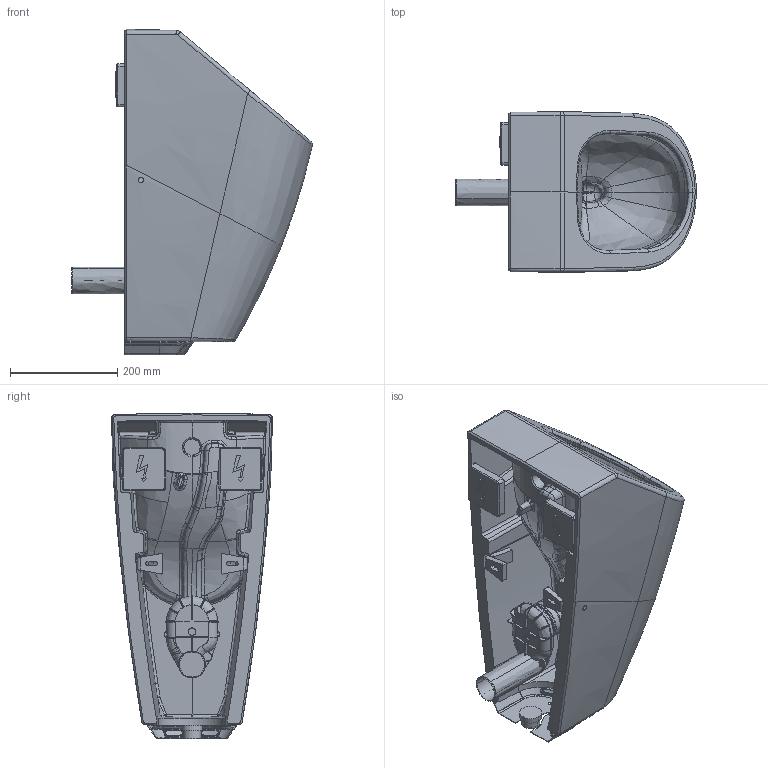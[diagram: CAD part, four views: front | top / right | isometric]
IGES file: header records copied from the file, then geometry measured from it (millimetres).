
Global section: file name: No Iges File Name specified; native system: Autodesk Inventor 2011; preprocessor: AutoDesk Inventor Iges Exporter R2011; author: Administrator; date: 20150925.190435; units: millimetre
Bounding box: 448.85 x 299.54 x 606.18 mm (x, y, z)
Volume: 15392651.9 mm3; surface area: 1282007 mm2
Topology: 11 solids, 12 shells, 2263 faces, 5939 edges, 3698 vertices
Faces by surface type: bspline 1084, plane 816, revolution 182, cylinder 110, torus 38, cone 30, sphere 3
